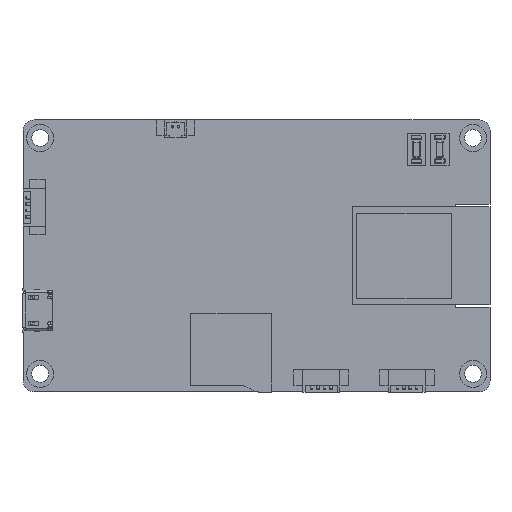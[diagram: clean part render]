
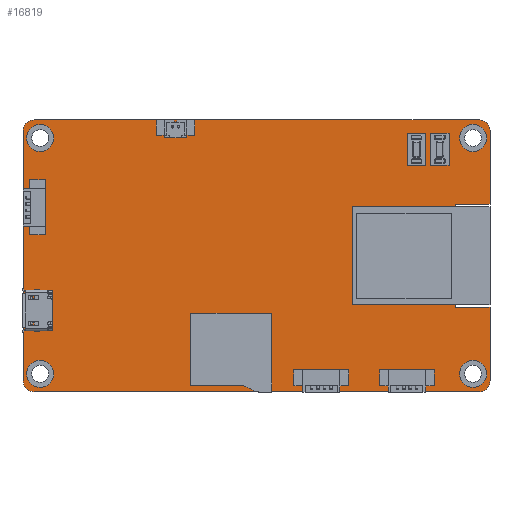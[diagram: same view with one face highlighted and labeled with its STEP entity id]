
A CAD part, top view. The second image highlights one B-rep face of the part: STEP entity #16819.
In plain terms, the highlighted planar face has unit normal (0, 0, 1).
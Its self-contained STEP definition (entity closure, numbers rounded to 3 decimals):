
#183=FACE_BOUND('',#2726,.T.);
#184=FACE_BOUND('',#2727,.T.);
#185=FACE_BOUND('',#2728,.T.);
#186=FACE_BOUND('',#2729,.T.);
#884=CIRCLE('',#18261,2.);
#885=CIRCLE('',#18262,2.);
#886=CIRCLE('',#18263,2.);
#887=CIRCLE('',#18264,2.);
#888=CIRCLE('',#18265,2.5);
#889=CIRCLE('',#18266,2.5);
#890=CIRCLE('',#18267,2.5);
#891=CIRCLE('',#18268,2.5);
#1819=FACE_OUTER_BOUND('',#2725,.T.);
#2725=EDGE_LOOP('',(#15248,#15249,#15250,#15251,#15252,#15253,#15254,#15255,
#15256,#15257,#15258,#15259));
#2726=EDGE_LOOP('',(#15260));
#2727=EDGE_LOOP('',(#15261));
#2728=EDGE_LOOP('',(#15262));
#2729=EDGE_LOOP('',(#15263));
#4616=LINE('',#28047,#6509);
#4620=LINE('',#28055,#6513);
#4623=LINE('',#28061,#6516);
#4626=LINE('',#28067,#6519);
#4627=LINE('',#28071,#6520);
#4628=LINE('',#28075,#6521);
#4629=LINE('',#28079,#6522);
#4630=LINE('',#28082,#6523);
#6509=VECTOR('',#22820,10.);
#6513=VECTOR('',#22826,10.);
#6516=VECTOR('',#22831,10.);
#6519=VECTOR('',#22836,10.);
#6520=VECTOR('',#22839,10.);
#6521=VECTOR('',#22842,10.);
#6522=VECTOR('',#22845,10.);
#6523=VECTOR('',#22848,10.);
#8081=VERTEX_POINT('',#28045);
#8082=VERTEX_POINT('',#28046);
#8085=VERTEX_POINT('',#28054);
#8087=VERTEX_POINT('',#28060);
#8089=VERTEX_POINT('',#28066);
#8090=VERTEX_POINT('',#28068);
#8091=VERTEX_POINT('',#28070);
#8092=VERTEX_POINT('',#28072);
#8093=VERTEX_POINT('',#28074);
#8094=VERTEX_POINT('',#28076);
#8095=VERTEX_POINT('',#28078);
#8096=VERTEX_POINT('',#28080);
#8097=VERTEX_POINT('',#28083);
#8098=VERTEX_POINT('',#28085);
#8099=VERTEX_POINT('',#28087);
#8100=VERTEX_POINT('',#28089);
#10475=EDGE_CURVE('',#8081,#8082,#4616,.T.);
#10479=EDGE_CURVE('',#8082,#8085,#4620,.T.);
#10482=EDGE_CURVE('',#8087,#8081,#4623,.T.);
#10485=EDGE_CURVE('',#8085,#8089,#4626,.T.);
#10486=EDGE_CURVE('',#8089,#8090,#884,.T.);
#10487=EDGE_CURVE('',#8090,#8091,#4627,.T.);
#10488=EDGE_CURVE('',#8091,#8092,#885,.T.);
#10489=EDGE_CURVE('',#8092,#8093,#4628,.T.);
#10490=EDGE_CURVE('',#8093,#8094,#886,.T.);
#10491=EDGE_CURVE('',#8094,#8095,#4629,.T.);
#10492=EDGE_CURVE('',#8095,#8096,#887,.T.);
#10493=EDGE_CURVE('',#8096,#8087,#4630,.T.);
#10494=EDGE_CURVE('',#8097,#8097,#888,.T.);
#10495=EDGE_CURVE('',#8098,#8098,#889,.T.);
#10496=EDGE_CURVE('',#8099,#8099,#890,.T.);
#10497=EDGE_CURVE('',#8100,#8100,#891,.T.);
#15248=ORIENTED_EDGE('',*,*,#10482,.T.);
#15249=ORIENTED_EDGE('',*,*,#10475,.T.);
#15250=ORIENTED_EDGE('',*,*,#10479,.T.);
#15251=ORIENTED_EDGE('',*,*,#10485,.T.);
#15252=ORIENTED_EDGE('',*,*,#10486,.T.);
#15253=ORIENTED_EDGE('',*,*,#10487,.T.);
#15254=ORIENTED_EDGE('',*,*,#10488,.T.);
#15255=ORIENTED_EDGE('',*,*,#10489,.T.);
#15256=ORIENTED_EDGE('',*,*,#10490,.T.);
#15257=ORIENTED_EDGE('',*,*,#10491,.T.);
#15258=ORIENTED_EDGE('',*,*,#10492,.T.);
#15259=ORIENTED_EDGE('',*,*,#10493,.T.);
#15260=ORIENTED_EDGE('',*,*,#10494,.T.);
#15261=ORIENTED_EDGE('',*,*,#10495,.T.);
#15262=ORIENTED_EDGE('',*,*,#10496,.T.);
#15263=ORIENTED_EDGE('',*,*,#10497,.T.);
#15961=PLANE('',#18260);
#16819=ADVANCED_FACE('',(#1819,#183,#184,#185,#186),#15961,.T.);
#18260=AXIS2_PLACEMENT_3D('',#28065,#22834,#22835);
#18261=AXIS2_PLACEMENT_3D('',#28069,#22837,#22838);
#18262=AXIS2_PLACEMENT_3D('',#28073,#22840,#22841);
#18263=AXIS2_PLACEMENT_3D('',#28077,#22843,#22844);
#18264=AXIS2_PLACEMENT_3D('',#28081,#22846,#22847);
#18265=AXIS2_PLACEMENT_3D('',#28084,#22849,#22850);
#18266=AXIS2_PLACEMENT_3D('',#28086,#22851,#22852);
#18267=AXIS2_PLACEMENT_3D('',#28088,#22853,#22854);
#18268=AXIS2_PLACEMENT_3D('',#28090,#22855,#22856);
#22820=DIRECTION('',(0.,1.,0.));
#22826=DIRECTION('',(1.,0.,0.));
#22831=DIRECTION('',(-1.,0.,0.));
#22834=DIRECTION('center_axis',(0.,0.,1.));
#22835=DIRECTION('ref_axis',(-1.,0.,0.));
#22836=DIRECTION('',(0.,1.,0.));
#22837=DIRECTION('center_axis',(0.,0.,1.));
#22838=DIRECTION('ref_axis',(1.,0.,0.));
#22839=DIRECTION('',(-1.,0.,0.));
#22840=DIRECTION('center_axis',(0.,0.,1.));
#22841=DIRECTION('ref_axis',(0.,1.,0.));
#22842=DIRECTION('',(0.,-1.,0.));
#22843=DIRECTION('center_axis',(0.,0.,1.));
#22844=DIRECTION('ref_axis',(-1.,0.,0.));
#22845=DIRECTION('',(1.,0.,0.));
#22846=DIRECTION('center_axis',(0.,0.,1.));
#22847=DIRECTION('ref_axis',(0.,-1.,0.));
#22848=DIRECTION('',(0.,1.,0.));
#22849=DIRECTION('center_axis',(0.,0.,-1.));
#22850=DIRECTION('ref_axis',(-1.,0.,0.));
#22851=DIRECTION('center_axis',(0.,0.,-1.));
#22852=DIRECTION('ref_axis',(-1.,0.,0.));
#22853=DIRECTION('center_axis',(0.,0.,-1.));
#22854=DIRECTION('ref_axis',(-1.,0.,0.));
#22855=DIRECTION('center_axis',(0.,0.,-1.));
#22856=DIRECTION('ref_axis',(-1.,0.,0.));
#28045=CARTESIAN_POINT('',(36.6,-9.5,1.6));
#28046=CARTESIAN_POINT('',(36.6,9.5,1.6));
#28047=CARTESIAN_POINT('',(36.6,4.75,1.6));
#28054=CARTESIAN_POINT('',(43.,9.5,1.6));
#28055=CARTESIAN_POINT('',(21.5,9.5,1.6));
#28060=CARTESIAN_POINT('',(43.,-9.5,1.6));
#28061=CARTESIAN_POINT('',(18.3,-9.5,1.6));
#28065=CARTESIAN_POINT('Origin',(0.,0.,1.6));
#28066=CARTESIAN_POINT('',(43.,23.05,1.6));
#28067=CARTESIAN_POINT('',(43.,23.05,1.6));
#28068=CARTESIAN_POINT('',(41.,25.05,1.6));
#28069=CARTESIAN_POINT('Origin',(41.,23.05,1.6));
#28070=CARTESIAN_POINT('',(-41.,25.05,1.6));
#28071=CARTESIAN_POINT('',(-41.,25.05,1.6));
#28072=CARTESIAN_POINT('',(-43.,23.05,1.6));
#28073=CARTESIAN_POINT('Origin',(-41.,23.05,1.6));
#28074=CARTESIAN_POINT('',(-43.,-23.05,1.6));
#28075=CARTESIAN_POINT('',(-43.,-23.05,1.6));
#28076=CARTESIAN_POINT('',(-41.,-25.05,1.6));
#28077=CARTESIAN_POINT('Origin',(-41.,-23.05,1.6));
#28078=CARTESIAN_POINT('',(41.,-25.05,1.6));
#28079=CARTESIAN_POINT('',(41.,-25.05,1.6));
#28080=CARTESIAN_POINT('',(43.,-23.05,1.6));
#28081=CARTESIAN_POINT('Origin',(41.,-23.05,1.6));
#28082=CARTESIAN_POINT('',(43.,23.05,1.6));
#28083=CARTESIAN_POINT('',(-37.383,-21.725,1.6));
#28084=CARTESIAN_POINT('Origin',(-39.883,-21.725,1.6));
#28085=CARTESIAN_POINT('',(42.383,-21.725,1.6));
#28086=CARTESIAN_POINT('Origin',(39.883,-21.725,1.6));
#28087=CARTESIAN_POINT('',(-37.383,21.725,1.6));
#28088=CARTESIAN_POINT('Origin',(-39.883,21.725,1.6));
#28089=CARTESIAN_POINT('',(42.383,21.725,1.6));
#28090=CARTESIAN_POINT('Origin',(39.883,21.725,1.6));
